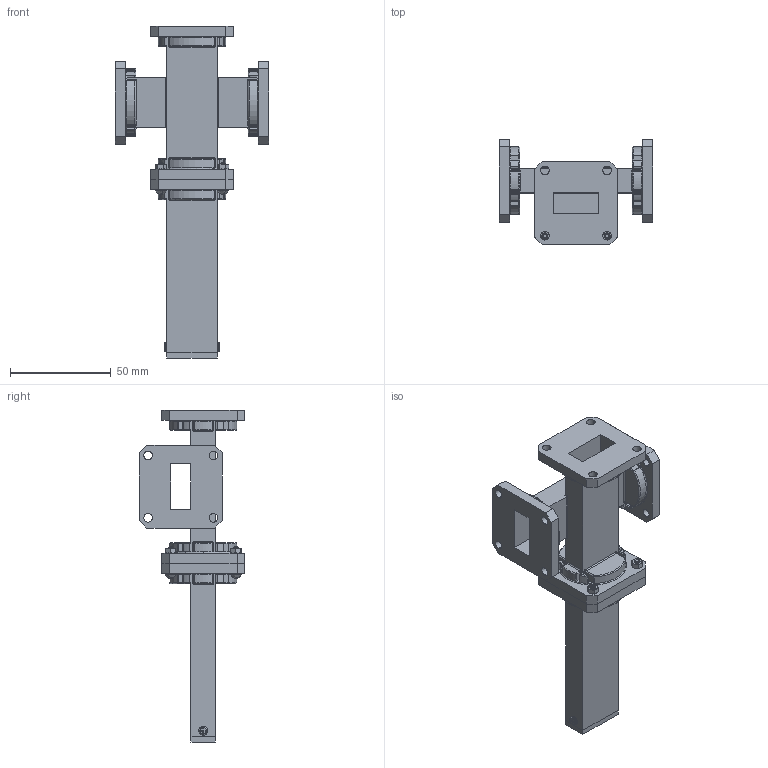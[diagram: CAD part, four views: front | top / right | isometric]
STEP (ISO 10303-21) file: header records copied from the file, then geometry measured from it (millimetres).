
FILE_DESCRIPTION (( 'STEP AP203' ), '1' );
FILE_NAME ('PEWCT1020.step', '2018-09-05T22:15:10', ( '' ), ( '' ), 'SwSTEP 2.0', 'SolidWorks 2017', '' );
FILE_SCHEMA (( 'CONFIG_CONTROL_DESIGN' ));
Length unit declared in the file: inch
Products named in the file (5): Copy of Nut^PEWCT1020; Copy of M3 ROUND HD SCREW^PEWCT1020; PEWTR1006; PEWCP1056; PEWCT1020
Assembly tree (10 placements, depth 2):
  PEWCT1020
    PEWCP1056
    Copy of M3 ROUND HD SCREW^PEWCT1020  x4
    Copy of Nut^PEWCT1020  x4
    PEWTR1006
Bounding box: 76.2 x 52.45 x 165.1 mm (x, y, z)
Volume: 64454.4 mm3; surface area: 53123 mm2
Topology: 10 solids, 10 shells, 1420 faces, 3531 edges, 2059 vertices
Faces by surface type: cylinder 615, plane 360, cone 188, torus 111, sphere 110, bspline 36
Entity records: 31728 total; most frequent: CARTESIAN_POINT 8513, DIRECTION 5092, ORIENTED_EDGE 4572, EDGE_CURVE 2286, AXIS2_PLACEMENT_3D 2029, VERTEX_POINT 1337, CIRCLE 1058, LINE 1034
